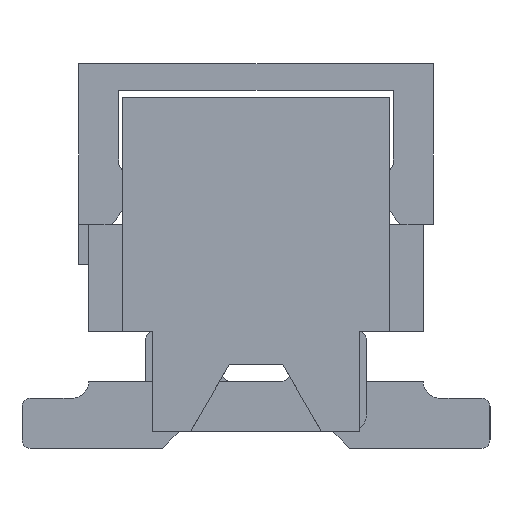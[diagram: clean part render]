
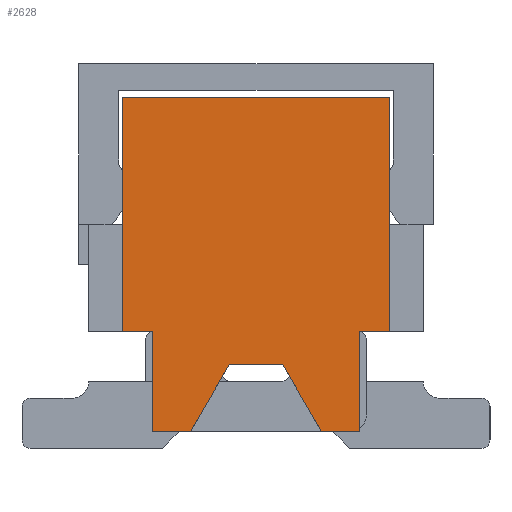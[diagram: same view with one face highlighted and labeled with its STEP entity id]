
A CAD part, left-side view. The second image highlights one B-rep face of the part: STEP entity #2628.
In plain terms, the highlighted planar face has unit normal (-1, 0, 0).
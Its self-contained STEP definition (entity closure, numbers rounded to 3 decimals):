
#2628 = ADVANCED_FACE( '', ( #5778 ), #5779, .F. );
#5778 = FACE_OUTER_BOUND( '', #9464, .T. );
#5779 = PLANE( '', #9465 );
#9464 = EDGE_LOOP( '', ( #17333, #17334, #17335, #17336, #17337, #17338, #17339, #17340, #17341, #17342, #17343, #17344, #17345, #17346 ) );
#9465 = AXIS2_PLACEMENT_3D( '', #17347, #17348, #17349 );
#17333 = ORIENTED_EDGE( '', *, *, #26369, .F. );
#17334 = ORIENTED_EDGE( '', *, *, #23816, .F. );
#17335 = ORIENTED_EDGE( '', *, *, #26370, .F. );
#17336 = ORIENTED_EDGE( '', *, *, #26371, .F. );
#17337 = ORIENTED_EDGE( '', *, *, #25796, .F. );
#17338 = ORIENTED_EDGE( '', *, *, #26372, .F. );
#17339 = ORIENTED_EDGE( '', *, *, #26373, .F. );
#17340 = ORIENTED_EDGE( '', *, *, #23986, .F. );
#17341 = ORIENTED_EDGE( '', *, *, #26374, .F. );
#17342 = ORIENTED_EDGE( '', *, *, #23621, .F. );
#17343 = ORIENTED_EDGE( '', *, *, #26375, .T. );
#17344 = ORIENTED_EDGE( '', *, *, #25451, .F. );
#17345 = ORIENTED_EDGE( '', *, *, #26146, .F. );
#17346 = ORIENTED_EDGE( '', *, *, #25061, .F. );
#17347 = CARTESIAN_POINT( '', ( -16.775, 0., 0. ) );
#17348 = DIRECTION( '', ( 1., 0., 0. ) );
#17349 = DIRECTION( '', ( 0., 0., -1. ) );
#23621 = EDGE_CURVE( '', #28709, #28711, #28712, .T. );
#23816 = EDGE_CURVE( '', #29074, #29076, #29077, .T. );
#23986 = EDGE_CURVE( '', #29356, #29352, #29358, .T. );
#25061 = EDGE_CURVE( '', #31112, #31113, #31114, .T. );
#25451 = EDGE_CURVE( '', #31720, #31721, #31722, .T. );
#25796 = EDGE_CURVE( '', #32216, #32212, #32218, .T. );
#26146 = EDGE_CURVE( '', #31113, #31720, #32743, .T. );
#26369 = EDGE_CURVE( '', #29076, #31112, #33066, .T. );
#26370 = EDGE_CURVE( '', #33067, #29074, #33068, .T. );
#26371 = EDGE_CURVE( '', #32212, #33067, #33069, .T. );
#26372 = EDGE_CURVE( '', #33070, #32216, #33071, .T. );
#26373 = EDGE_CURVE( '', #29352, #33070, #33072, .T. );
#26374 = EDGE_CURVE( '', #28711, #29356, #33073, .T. );
#26375 = EDGE_CURVE( '', #28709, #31721, #33074, .T. );
#28709 = VERTEX_POINT( '', #36033 );
#28711 = VERTEX_POINT( '', #36036 );
#28712 = LINE( '', #36037, #36038 );
#29074 = VERTEX_POINT( '', #36593 );
#29076 = VERTEX_POINT( '', #36596 );
#29077 = LINE( '', #36597, #36598 );
#29352 = VERTEX_POINT( '', #37005 );
#29356 = VERTEX_POINT( '', #37011 );
#29358 = LINE( '', #37014, #37015 );
#31112 = VERTEX_POINT( '', #39620 );
#31113 = VERTEX_POINT( '', #39621 );
#31114 = LINE( '', #39622, #39623 );
#31720 = VERTEX_POINT( '', #40543 );
#31721 = VERTEX_POINT( '', #40544 );
#31722 = LINE( '', #40545, #40546 );
#32212 = VERTEX_POINT( '', #41297 );
#32216 = VERTEX_POINT( '', #41303 );
#32218 = LINE( '', #41306, #41307 );
#32743 = LINE( '', #42122, #42123 );
#33066 = LINE( '', #42646, #42647 );
#33067 = VERTEX_POINT( '', #42648 );
#33068 = LINE( '', #42649, #42650 );
#33069 = LINE( '', #42651, #42652 );
#33070 = VERTEX_POINT( '', #42653 );
#33071 = LINE( '', #42654, #42655 );
#33072 = LINE( '', #42656, #42657 );
#33073 = LINE( '', #42658, #42659 );
#33074 = LINE( '', #42660, #42661 );
#36033 = CARTESIAN_POINT( '', ( -16.775, -2., -0.8 ) );
#36036 = CARTESIAN_POINT( '', ( -16.775, -1.55, -0.8 ) );
#36037 = CARTESIAN_POINT( '', ( -16.775, -2.5, -0.8 ) );
#36038 = VECTOR( '', #45309, 1000. );
#36593 = CARTESIAN_POINT( '', ( -16.775, 1.55, -0.8 ) );
#36596 = CARTESIAN_POINT( '', ( -16.775, 2., -0.8 ) );
#36597 = CARTESIAN_POINT( '', ( -16.775, 2.5, -0.8 ) );
#36598 = VECTOR( '', #45504, 1000. );
#37005 = CARTESIAN_POINT( '', ( -16.775, -0.98, -2.3 ) );
#37011 = CARTESIAN_POINT( '', ( -16.775, -1.55, -2.3 ) );
#37014 = CARTESIAN_POINT( '', ( -16.775, -1.55, -2.3 ) );
#37015 = VECTOR( '', #45640, 1000. );
#39620 = CARTESIAN_POINT( '', ( -16.775, 2., 0.8 ) );
#39621 = CARTESIAN_POINT( '', ( -16.775, 2., 2.7 ) );
#39622 = CARTESIAN_POINT( '', ( -16.775, 2., 0.8 ) );
#39623 = VECTOR( '', #46543, 1000. );
#40543 = CARTESIAN_POINT( '', ( -16.775, -2., 2.7 ) );
#40544 = CARTESIAN_POINT( '', ( -16.775, -2., 0.8 ) );
#40545 = CARTESIAN_POINT( '', ( -16.775, -2., 2.7 ) );
#40546 = VECTOR( '', #46867, 1000. );
#41297 = CARTESIAN_POINT( '', ( -16.775, 0.98, -2.3 ) );
#41303 = CARTESIAN_POINT( '', ( -16.775, 0.4, -1.3 ) );
#41306 = CARTESIAN_POINT( '', ( -16.775, 0.4, -1.3 ) );
#41307 = VECTOR( '', #47135, 1000. );
#42122 = CARTESIAN_POINT( '', ( -16.775, 2., 2.7 ) );
#42123 = VECTOR( '', #47459, 1000. );
#42646 = CARTESIAN_POINT( '', ( -16.775, 2., -0.8 ) );
#42647 = VECTOR( '', #47660, 1000. );
#42648 = CARTESIAN_POINT( '', ( -16.775, 1.55, -2.3 ) );
#42649 = CARTESIAN_POINT( '', ( -16.775, 1.55, -0.8 ) );
#42650 = VECTOR( '', #47661, 1000. );
#42651 = CARTESIAN_POINT( '', ( -16.775, 0.98, -2.3 ) );
#42652 = VECTOR( '', #47662, 1000. );
#42653 = CARTESIAN_POINT( '', ( -16.775, -0.4, -1.3 ) );
#42654 = CARTESIAN_POINT( '', ( -16.775, -0.4, -1.3 ) );
#42655 = VECTOR( '', #47663, 1000. );
#42656 = CARTESIAN_POINT( '', ( -16.775, -0.98, -2.3 ) );
#42657 = VECTOR( '', #47664, 1000. );
#42658 = CARTESIAN_POINT( '', ( -16.775, -1.55, -0.8 ) );
#42659 = VECTOR( '', #47665, 1000. );
#42660 = CARTESIAN_POINT( '', ( -16.775, -2., -0.8 ) );
#42661 = VECTOR( '', #47666, 1000. );
#45309 = DIRECTION( '', ( 0., 1., 0. ) );
#45504 = DIRECTION( '', ( 0., 1., 0. ) );
#45640 = DIRECTION( '', ( 0., 1., 0. ) );
#46543 = DIRECTION( '', ( 0., 0., 1. ) );
#46867 = DIRECTION( '', ( 0., 0., -1. ) );
#47135 = DIRECTION( '', ( 0., 0.502, -0.865 ) );
#47459 = DIRECTION( '', ( 0., -1., 0. ) );
#47660 = DIRECTION( '', ( 0., 0., 1. ) );
#47661 = DIRECTION( '', ( 0., 0., 1. ) );
#47662 = DIRECTION( '', ( 0., 1., 0. ) );
#47663 = DIRECTION( '', ( 0., 1., 0. ) );
#47664 = DIRECTION( '', ( 0., 0.502, 0.865 ) );
#47665 = DIRECTION( '', ( 0., 0., -1. ) );
#47666 = DIRECTION( '', ( 0., 0., 1. ) );
